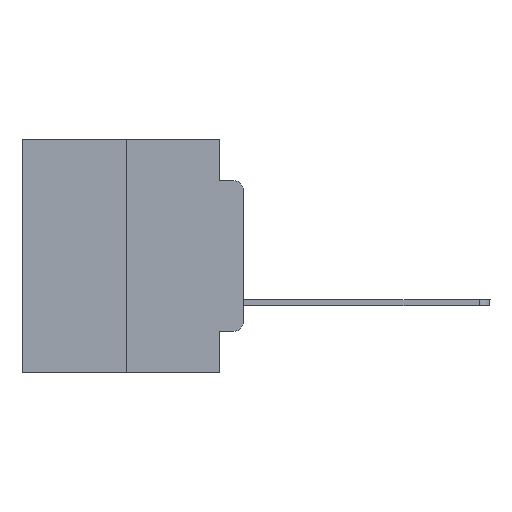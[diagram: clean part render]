
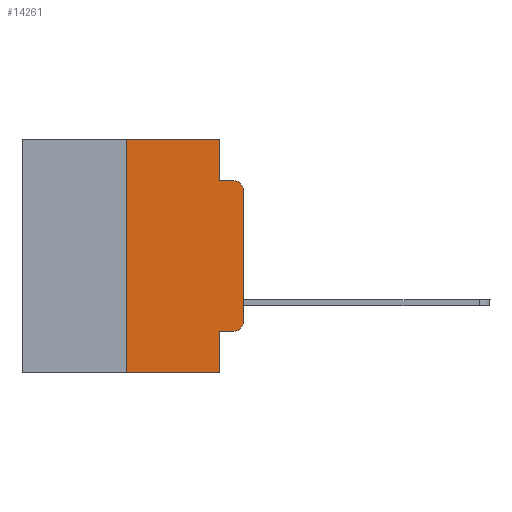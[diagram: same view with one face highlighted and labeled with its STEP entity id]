
A CAD part, left-side view. The second image highlights one B-rep face of the part: STEP entity #14261.
In plain terms, the highlighted planar face has unit normal (-1, 0, 0).
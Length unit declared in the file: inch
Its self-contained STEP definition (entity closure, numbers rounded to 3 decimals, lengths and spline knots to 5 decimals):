
#81 = VECTOR ( 'NONE', #1423, 39.37008 ) ;
#152 = FACE_OUTER_BOUND ( 'NONE', #13689, .T. ) ;
#675 = LINE ( 'NONE', #22096, #8720 ) ;
#1073 = CARTESIAN_POINT ( 'NONE',  ( 0., 0.051, -0.0885 ) ) ;
#1423 = DIRECTION ( 'NONE',  ( 0., -1., 0. ) ) ;
#1676 = DIRECTION ( 'NONE',  ( 0., 0., -1. ) ) ;
#1756 = CARTESIAN_POINT ( 'NONE',  ( 0., 0.051, 0. ) ) ;
#1957 = ORIENTED_EDGE ( 'NONE', *, *, #9944, .T. ) ;
#2222 = DIRECTION ( 'NONE',  ( 0., 0., -1. ) ) ;
#2253 = ORIENTED_EDGE ( 'NONE', *, *, #11212, .F. ) ;
#2305 = LINE ( 'NONE', #6742, #22411 ) ;
#2472 = EDGE_CURVE ( 'NONE', #12969, #12089, #7714, .T. ) ;
#2641 = EDGE_CURVE ( 'NONE', #17067, #8877, #2305, .T. ) ;
#2645 = VECTOR ( 'NONE', #22748, 39.37008 ) ;
#3282 = LINE ( 'NONE', #14035, #24057 ) ;
#4804 = ORIENTED_EDGE ( 'NONE', *, *, #15838, .T. ) ;
#5225 = ORIENTED_EDGE ( 'NONE', *, *, #2641, .T. ) ;
#5419 = ORIENTED_EDGE ( 'NONE', *, *, #16614, .F. ) ;
#5538 = LINE ( 'NONE', #16267, #2645 ) ;
#5665 = CARTESIAN_POINT ( 'NONE',  ( 0., 0.473, 0. ) ) ;
#5708 = LINE ( 'NONE', #9146, #24893 ) ;
#6157 = CARTESIAN_POINT ( 'NONE',  ( 0., 0.02, -0.1085 ) ) ;
#6715 = CARTESIAN_POINT ( 'NONE',  ( 0., 0.051, 0. ) ) ;
#6742 = CARTESIAN_POINT ( 'NONE',  ( 0., 0.051, -0.4115 ) ) ;
#6832 = CIRCLE ( 'NONE', #21484, 0.02 ) ;
#7174 = CARTESIAN_POINT ( 'NONE',  ( 0., 0.02, -0.4115 ) ) ;
#7630 = CARTESIAN_POINT ( 'NONE',  ( 0., 0.02, -0.3915 ) ) ;
#7714 = LINE ( 'NONE', #6715, #15195 ) ;
#8159 = CIRCLE ( 'NONE', #17588, 0.02 ) ;
#8343 = ORIENTED_EDGE ( 'NONE', *, *, #21822, .F. ) ;
#8720 = VECTOR ( 'NONE', #22450, 39.37008 ) ;
#8877 = VERTEX_POINT ( 'NONE', #7174 ) ;
#8911 = VERTEX_POINT ( 'NONE', #15639 ) ;
#9146 = CARTESIAN_POINT ( 'NONE',  ( 0., 0.051, 0. ) ) ;
#9944 = EDGE_CURVE ( 'NONE', #8877, #17383, #8159, .T. ) ;
#10839 = VERTEX_POINT ( 'NONE', #24413 ) ;
#11020 = CARTESIAN_POINT ( 'NONE',  ( 0., 0., -0.1085 ) ) ;
#11212 = EDGE_CURVE ( 'NONE', #19236, #12969, #24074, .T. ) ;
#11305 = EDGE_CURVE ( 'NONE', #8911, #19236, #5538, .T. ) ;
#11946 = DIRECTION ( 'NONE',  ( 0., -1., 0. ) ) ;
#11972 = PLANE ( 'NONE',  #15170 ) ;
#12089 = VERTEX_POINT ( 'NONE', #1073 ) ;
#12224 = LINE ( 'NONE', #21273, #18057 ) ;
#12240 = DIRECTION ( 'NONE',  ( -1., 0., 0. ) ) ;
#12310 = EDGE_CURVE ( 'NONE', #8911, #10839, #12224, .T. ) ;
#12562 = ORIENTED_EDGE ( 'NONE', *, *, #24396, .T. ) ;
#12969 = VERTEX_POINT ( 'NONE', #1756 ) ;
#13101 = CARTESIAN_POINT ( 'NONE',  ( 0., 0.051, -0.4115 ) ) ;
#13649 = DIRECTION ( 'NONE',  ( -1., 0., 0. ) ) ;
#13689 = EDGE_LOOP ( 'NONE', ( #12562, #4804, #5419, #24261, #2253, #22670, #25760, #8343, #5225, #1957 ) ) ;
#14035 = CARTESIAN_POINT ( 'NONE',  ( 0., 0.051, -0.0885 ) ) ;
#14056 = DIRECTION ( 'NONE',  ( 1., 0., 0. ) ) ;
#14261 = ADVANCED_FACE ( 'NONE', ( #152 ), #11972, .F. ) ;
#15167 = DIRECTION ( 'NONE',  ( 0., 0., -1. ) ) ;
#15170 = AXIS2_PLACEMENT_3D ( 'NONE', #26547, #14056, #1676 ) ;
#15195 = VECTOR ( 'NONE', #15167, 39.37008 ) ;
#15624 = CARTESIAN_POINT ( 'NONE',  ( 0., 0., -0.3915 ) ) ;
#15639 = CARTESIAN_POINT ( 'NONE',  ( 0., 0.25, -0.5 ) ) ;
#15838 = EDGE_CURVE ( 'NONE', #17576, #23264, #6832, .T. ) ;
#15993 = DIRECTION ( 'NONE',  ( 0., 0., -1. ) ) ;
#16267 = CARTESIAN_POINT ( 'NONE',  ( 0., 0.25, 0. ) ) ;
#16614 = EDGE_CURVE ( 'NONE', #12089, #23264, #3282, .T. ) ;
#17067 = VERTEX_POINT ( 'NONE', #13101 ) ;
#17383 = VERTEX_POINT ( 'NONE', #15624 ) ;
#17576 = VERTEX_POINT ( 'NONE', #11020 ) ;
#17588 = AXIS2_PLACEMENT_3D ( 'NONE', #7630, #13649, #15993 ) ;
#18057 = VECTOR ( 'NONE', #21357, 39.37008 ) ;
#19236 = VERTEX_POINT ( 'NONE', #22567 ) ;
#21273 = CARTESIAN_POINT ( 'NONE',  ( 0., 0.473, -0.5 ) ) ;
#21357 = DIRECTION ( 'NONE',  ( 0., -1., 0. ) ) ;
#21484 = AXIS2_PLACEMENT_3D ( 'NONE', #6157, #12240, #2222 ) ;
#21489 = DIRECTION ( 'NONE',  ( 0., -1., 0. ) ) ;
#21822 = EDGE_CURVE ( 'NONE', #17067, #10839, #5708, .T. ) ;
#22096 = CARTESIAN_POINT ( 'NONE',  ( 0., 0., 0. ) ) ;
#22411 = VECTOR ( 'NONE', #21489, 39.37008 ) ;
#22450 = DIRECTION ( 'NONE',  ( 0., 0., 1. ) ) ;
#22533 = CARTESIAN_POINT ( 'NONE',  ( 0., 0.02, -0.0885 ) ) ;
#22567 = CARTESIAN_POINT ( 'NONE',  ( 0., 0.25, 0. ) ) ;
#22670 = ORIENTED_EDGE ( 'NONE', *, *, #11305, .F. ) ;
#22748 = DIRECTION ( 'NONE',  ( 0., 0., 1. ) ) ;
#23264 = VERTEX_POINT ( 'NONE', #22533 ) ;
#23693 = DIRECTION ( 'NONE',  ( 0., 0., -1. ) ) ;
#24057 = VECTOR ( 'NONE', #11946, 39.37008 ) ;
#24074 = LINE ( 'NONE', #5665, #81 ) ;
#24261 = ORIENTED_EDGE ( 'NONE', *, *, #2472, .F. ) ;
#24396 = EDGE_CURVE ( 'NONE', #17383, #17576, #675, .T. ) ;
#24413 = CARTESIAN_POINT ( 'NONE',  ( 0., 0.051, -0.5 ) ) ;
#24893 = VECTOR ( 'NONE', #23693, 39.37008 ) ;
#25760 = ORIENTED_EDGE ( 'NONE', *, *, #12310, .T. ) ;
#26547 = CARTESIAN_POINT ( 'NONE',  ( 0., 0.473, 0. ) ) ;
